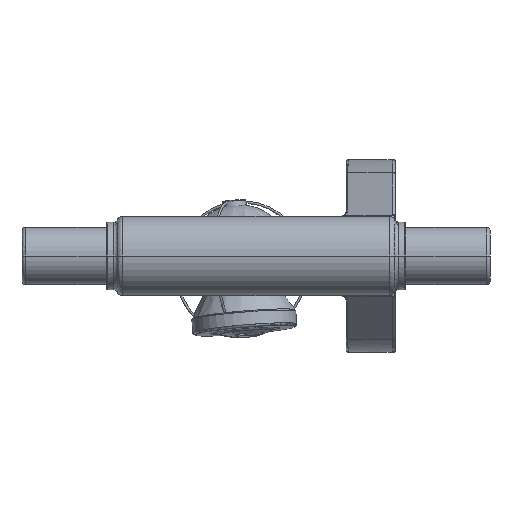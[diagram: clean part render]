
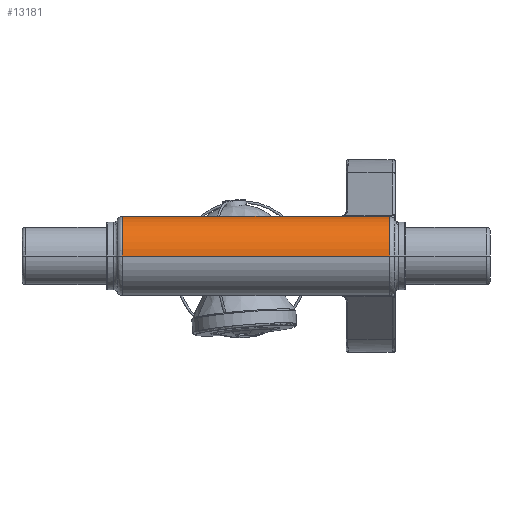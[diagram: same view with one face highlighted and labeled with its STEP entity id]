
A CAD part, front view. The second image highlights one B-rep face of the part: STEP entity #13181.
In plain terms, the highlighted cylindrical face has radius 3.45 mm (diameter 6.9 mm), a partial arc.
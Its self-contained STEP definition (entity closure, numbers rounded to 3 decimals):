
#722=B_SPLINE_CURVE_WITH_KNOTS('',3,(#22141,#22142,#22143,#22144),
 .UNSPECIFIED.,.F.,.F.,(4,4),(0.,1.),.UNSPECIFIED.);
#723=B_SPLINE_CURVE_WITH_KNOTS('',3,(#22146,#22147,#22148,#22149),
 .UNSPECIFIED.,.F.,.F.,(4,4),(0.,1.),.UNSPECIFIED.);
#724=B_SPLINE_CURVE_WITH_KNOTS('',3,(#22153,#22154,#22155,#22156),
 .UNSPECIFIED.,.F.,.F.,(4,4),(0.,1.),.UNSPECIFIED.);
#725=B_SPLINE_CURVE_WITH_KNOTS('',3,(#22158,#22159,#22160,#22161),
 .UNSPECIFIED.,.F.,.F.,(4,4),(0.,1.),.UNSPECIFIED.);
#2790=LINE('',#22136,#3082);
#2791=LINE('',#22151,#3083);
#3082=VECTOR('',#20056,1000.);
#3083=VECTOR('',#20059,1000.);
#3428=ORIENTED_EDGE('',*,*,#6134,.T.);
#3429=ORIENTED_EDGE('',*,*,#6135,.T.);
#3430=ORIENTED_EDGE('',*,*,#6136,.T.);
#3431=ORIENTED_EDGE('',*,*,#6137,.T.);
#3432=ORIENTED_EDGE('',*,*,#6138,.T.);
#3433=ORIENTED_EDGE('',*,*,#6139,.T.);
#3434=ORIENTED_EDGE('',*,*,#6140,.T.);
#3435=ORIENTED_EDGE('',*,*,#6141,.T.);
#6134=EDGE_CURVE('',#8840,#8841,#2790,.F.);
#6135=EDGE_CURVE('',#8841,#8842,#11494,.F.);
#6136=EDGE_CURVE('',#8842,#8843,#722,.T.);
#6137=EDGE_CURVE('',#8843,#8844,#723,.T.);
#6138=EDGE_CURVE('',#8844,#8845,#2791,.T.);
#6139=EDGE_CURVE('',#8845,#8846,#724,.T.);
#6140=EDGE_CURVE('',#8846,#8847,#725,.T.);
#6141=EDGE_CURVE('',#8847,#8840,#11495,.T.);
#8840=VERTEX_POINT('',#22137);
#8841=VERTEX_POINT('',#22138);
#8842=VERTEX_POINT('',#22140);
#8843=VERTEX_POINT('',#22145);
#8844=VERTEX_POINT('',#22150);
#8845=VERTEX_POINT('',#22152);
#8846=VERTEX_POINT('',#22157);
#8847=VERTEX_POINT('',#22162);
#11494=CIRCLE('',#19309,3.45);
#11495=CIRCLE('',#19310,3.45);
#11805=EDGE_LOOP('',(#3428,#3429,#3430,#3431,#3432,#3433,#3434,#3435));
#12421=FACE_BOUND('',#11805,.T.);
#13032=CYLINDRICAL_SURFACE('',#19308,3.45);
#13181=ADVANCED_FACE('',(#12421),#13032,.F.);
#19308=AXIS2_PLACEMENT_3D('',#22135,#20054,#20055);
#19309=AXIS2_PLACEMENT_3D('',#22139,#20057,#20058);
#19310=AXIS2_PLACEMENT_3D('',#22163,#20060,#20061);
#20054=DIRECTION('',(1.,0.,0.));
#20055=DIRECTION('',(0.,0.,-1.));
#20056=DIRECTION('',(1.,0.,0.));
#20057=DIRECTION('',(1.,0.,0.));
#20058=DIRECTION('',(0.,0.,-1.));
#20059=DIRECTION('',(1.,0.,0.));
#20060=DIRECTION('',(1.,0.,0.));
#20061=DIRECTION('',(0.,0.,-1.));
#22135=CARTESIAN_POINT('',(-11.65,0.,0.));
#22136=CARTESIAN_POINT('',(-11.65,-3.45,0.));
#22137=CARTESIAN_POINT('',(11.65,-3.45,0.));
#22138=CARTESIAN_POINT('',(-11.65,-3.45,0.));
#22139=CARTESIAN_POINT('',(-11.65,0.,0.));
#22140=CARTESIAN_POINT('',(-11.65,2.216,2.644));
#22141=CARTESIAN_POINT('',(-11.65,2.216,2.644));
#22142=CARTESIAN_POINT('',(-11.45,1.996,2.828));
#22143=CARTESIAN_POINT('',(-11.285,1.759,2.98));
#22144=CARTESIAN_POINT('',(-11.155,1.515,3.1));
#22145=CARTESIAN_POINT('',(-11.155,1.515,3.1));
#22146=CARTESIAN_POINT('',(-11.155,1.515,3.1));
#22147=CARTESIAN_POINT('',(-10.99,1.204,3.251));
#22148=CARTESIAN_POINT('',(-10.684,0.7,3.45));
#22149=CARTESIAN_POINT('',(-10.236,0.,3.45));
#22150=CARTESIAN_POINT('',(-10.236,0.,3.45));
#22151=CARTESIAN_POINT('',(-11.65,0.,3.45));
#22152=CARTESIAN_POINT('',(10.236,0.,3.45));
#22153=CARTESIAN_POINT('',(10.236,0.,3.45));
#22154=CARTESIAN_POINT('',(10.684,0.7,3.45));
#22155=CARTESIAN_POINT('',(10.99,1.204,3.251));
#22156=CARTESIAN_POINT('',(11.155,1.515,3.1));
#22157=CARTESIAN_POINT('',(11.155,1.515,3.1));
#22158=CARTESIAN_POINT('',(11.155,1.515,3.1));
#22159=CARTESIAN_POINT('',(11.285,1.759,2.98));
#22160=CARTESIAN_POINT('',(11.45,1.996,2.828));
#22161=CARTESIAN_POINT('',(11.65,2.216,2.644));
#22162=CARTESIAN_POINT('',(11.65,2.216,2.644));
#22163=CARTESIAN_POINT('',(11.65,0.,0.));
